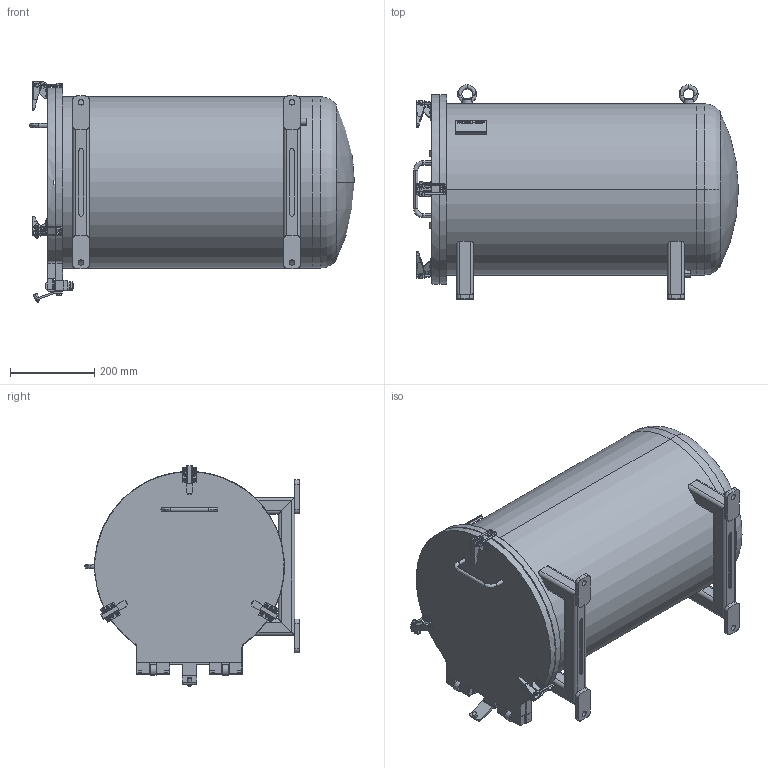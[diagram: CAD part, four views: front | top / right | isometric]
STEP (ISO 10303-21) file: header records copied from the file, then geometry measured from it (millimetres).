
FILE_DESCRIPTION (( 'STEP AP214' ), '1' );
FILE_NAME ('820KHH0400-600.stp', '2025-03-27T07:21:52', ( '' ), ( '' ), 'SwSTEP 2.0', 'SolidWorks 2023', '' );
FILE_SCHEMA (( 'AUTOMOTIVE_DESIGN' ));
Length unit declared in the file: millimetre
Products named in the file (1): 820KHH0400-600
Bounding box: 769.9 x 507.99 x 523.32 mm (x, y, z)
Surface area: 1581532 mm2 (no closed solid volume)
Topology: 0 solids, 136 shells, 1020 faces, 3787 edges, 2826 vertices
Faces by surface type: plane 576, cylinder 224, cone 146, torus 36, sphere 26, bspline 12
Entity records: 43620 total; most frequent: CARTESIAN_POINT 12513, DIRECTION 6307, ORIENTED_EDGE 5648, EDGE_CURVE 3779, VERTEX_POINT 2826, AXIS2_PLACEMENT_3D 2104, VECTOR 2099, LINE 2099
